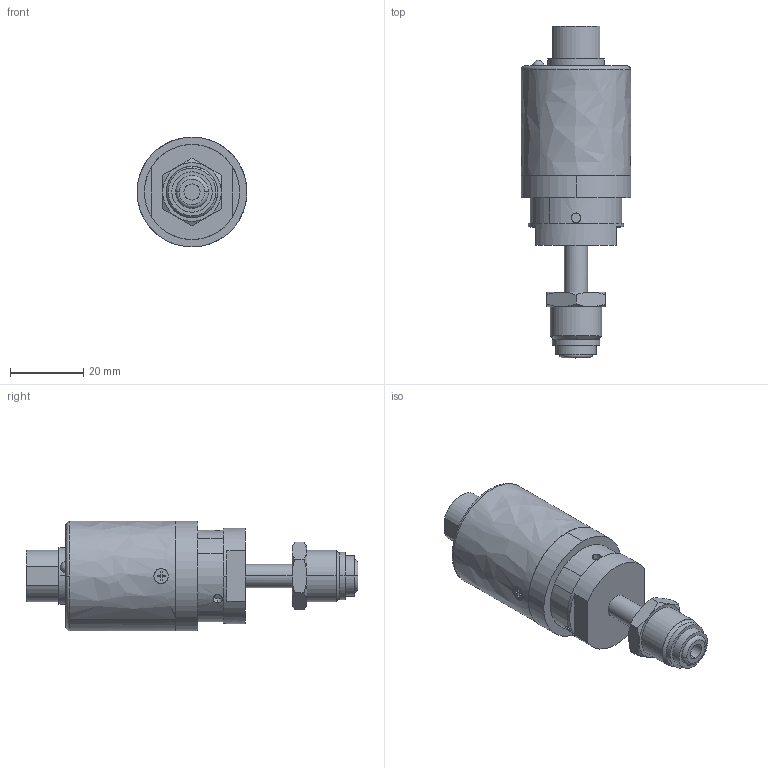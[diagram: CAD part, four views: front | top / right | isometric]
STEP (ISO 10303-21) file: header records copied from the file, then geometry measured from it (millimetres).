
FILE_DESCRIPTION (( 'STEP AP214' ), '1' );
FILE_NAME ('101000051728.STEP', '2025-11-04T07:04:16', ( 'Microsoft' ), ( 'Microsoft' ), 'SwSTEP 2.0', 'SolidWorks 2025', '' );
FILE_SCHEMA (( 'AUTOMOTIVE_DESIGN' ));
Length unit declared in the file: millimetre
Products named in the file (1): 101000051728
Bounding box: 30 x 90.71 x 30 mm (x, y, z)
Volume: 16096.7 mm3; surface area: 16046.2 mm2
Topology: 6 solids, 6 shells, 224 faces, 523 edges, 338 vertices
Faces by surface type: bspline 138, plane 78, cylinder 6, sphere 2
Entity records: 8475 total; most frequent: CARTESIAN_POINT 4557, ORIENTED_EDGE 1038, EDGE_CURVE 519, DIRECTION 464, VERTEX_POINT 337, EDGE_LOOP 274, FACE_OUTER_BOUND 224, ADVANCED_FACE 224
